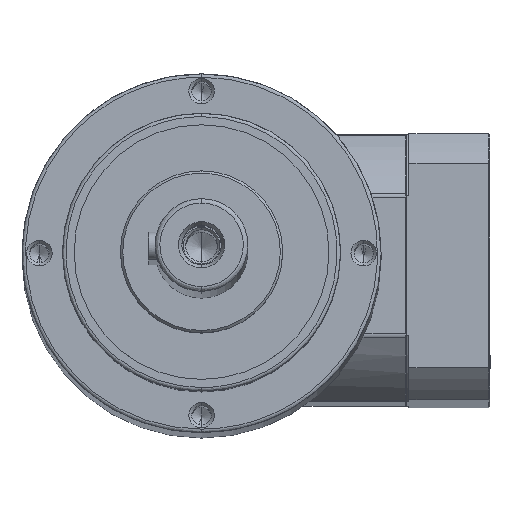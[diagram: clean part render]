
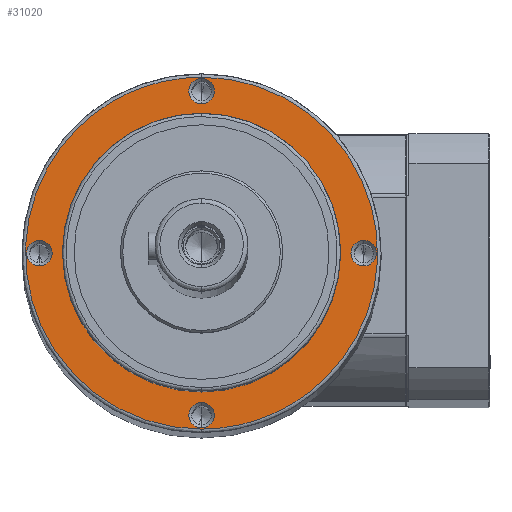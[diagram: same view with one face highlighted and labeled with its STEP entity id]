
A CAD part, left-side view. The second image highlights one B-rep face of the part: STEP entity #31020.
In plain terms, the highlighted face is planar.
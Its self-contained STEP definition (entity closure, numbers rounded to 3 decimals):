
#659 = DIRECTION ( 'NONE',  ( -1., 0., 0. ) ) ;
#746 = AXIS2_PLACEMENT_3D ( 'NONE', #18673, #18639, #18632 ) ;
#1168 = VERTEX_POINT ( 'NONE', #20720 ) ;
#1191 = CARTESIAN_POINT ( 'NONE',  ( -64.5, 0., 12. ) ) ;
#1247 =( BOUNDED_CURVE ( )  B_SPLINE_CURVE ( 3, ( #36010, #13974, #4192, #26722 ),
 .UNSPECIFIED., .F., .F. ) 
 B_SPLINE_CURVE_WITH_KNOTS ( ( 4, 4 ),
 ( 0., 0.5 ),
 .UNSPECIFIED. ) 
 CURVE ( )  GEOMETRIC_REPRESENTATION_ITEM ( )  RATIONAL_B_SPLINE_CURVE ( ( 1., 0.333, 0.333, 1. ) ) 
 REPRESENTATION_ITEM ( '' )  );
#1587 = EDGE_LOOP ( 'NONE', ( #25624, #13272 ) ) ;
#1752 = AXIS2_PLACEMENT_3D ( 'NONE', #23152, #23142, #23098 ) ;
#1932 = CIRCLE ( 'NONE', #10677, 5.5 ) ;
#2367 = DIRECTION ( 'NONE',  ( -1., 0., 0. ) ) ;
#2993 = DIRECTION ( 'NONE',  ( -1., 0., 0. ) ) ;
#3373 = AXIS2_PLACEMENT_3D ( 'NONE', #14869, #36874, #18069 ) ;
#3691 = CARTESIAN_POINT ( 'NONE',  ( -5.5, -70., 12. ) ) ;
#4192 = CARTESIAN_POINT ( 'NONE',  ( 76., -152., 12. ) ) ;
#4611 = CARTESIAN_POINT ( 'NONE',  ( 0., 0., 12. ) ) ;
#5543 = EDGE_CURVE ( 'NONE', #7832, #7325, #40298, .T. ) ;
#5665 = DIRECTION ( 'NONE',  ( -1., 0., 0. ) ) ;
#5718 = DIRECTION ( 'NONE',  ( 0., 0., -1. ) ) ;
#5724 = CARTESIAN_POINT ( 'NONE',  ( 70., 0., 12. ) ) ;
#5796 = EDGE_CURVE ( 'NONE', #1168, #15272, #22344, .T. ) ;
#6051 = EDGE_CURVE ( 'NONE', #9048, #19405, #1932, .T. ) ;
#6372 = EDGE_CURVE ( 'NONE', #29007, #33678, #16225, .T. ) ;
#6555 = VERTEX_POINT ( 'NONE', #8409 ) ;
#6560 = AXIS2_PLACEMENT_3D ( 'NONE', #40472, #21857, #2367 ) ;
#6604 = EDGE_CURVE ( 'NONE', #6555, #30529, #8539, .T. ) ;
#7117 = CIRCLE ( 'NONE', #10461, 5.5 ) ;
#7325 = VERTEX_POINT ( 'NONE', #18435 ) ;
#7544 = AXIS2_PLACEMENT_3D ( 'NONE', #27219, #8016, #30405 ) ;
#7629 = EDGE_CURVE ( 'NONE', #29410, #33910, #33154, .T. ) ;
#7747 = EDGE_LOOP ( 'NONE', ( #31425, #15428 ) ) ;
#7762 = ORIENTED_EDGE ( 'NONE', *, *, #15155, .F. ) ;
#7810 = FACE_BOUND ( 'NONE', #32195, .T. ) ;
#7832 = VERTEX_POINT ( 'NONE', #38646 ) ;
#7912 = DIRECTION ( 'NONE',  ( 1., 0., 0. ) ) ;
#8016 = DIRECTION ( 'NONE',  ( 0., 0., -1. ) ) ;
#8409 = CARTESIAN_POINT ( 'NONE',  ( 64.5, 0., 12. ) ) ;
#8539 = CIRCLE ( 'NONE', #10430, 5.5 ) ;
#8828 = FACE_BOUND ( 'NONE', #24436, .T. ) ;
#9048 = VERTEX_POINT ( 'NONE', #36024 ) ;
#9763 = CIRCLE ( 'NONE', #7544, 60. ) ;
#10430 = AXIS2_PLACEMENT_3D ( 'NONE', #5724, #5718, #5665 ) ;
#10461 = AXIS2_PLACEMENT_3D ( 'NONE', #41092, #22457, #2993 ) ;
#10600 = DIRECTION ( 'NONE',  ( -1., 0., 0. ) ) ;
#10635 = DIRECTION ( 'NONE',  ( 0., 0., -1. ) ) ;
#10677 = AXIS2_PLACEMENT_3D ( 'NONE', #15040, #14998, #14992 ) ;
#10728 = CARTESIAN_POINT ( 'NONE',  ( 0., -70., 12. ) ) ;
#11102 = PLANE ( 'NONE',  #17336 ) ;
#11561 = CARTESIAN_POINT ( 'NONE',  ( 75.5, 0., 12. ) ) ;
#13272 = ORIENTED_EDGE ( 'NONE', *, *, #31666, .F. ) ;
#13974 = CARTESIAN_POINT ( 'NONE',  ( -76., -152., 12. ) ) ;
#14869 = CARTESIAN_POINT ( 'NONE',  ( 70., 0., 12. ) ) ;
#14901 = AXIS2_PLACEMENT_3D ( 'NONE', #38896, #20198, #659 ) ;
#14992 = DIRECTION ( 'NONE',  ( -1., 0., 0. ) ) ;
#14998 = DIRECTION ( 'NONE',  ( 0., 0., -1. ) ) ;
#15040 = CARTESIAN_POINT ( 'NONE',  ( -70., 0., 12. ) ) ;
#15155 = EDGE_CURVE ( 'NONE', #33910, #29410, #1247, .T. ) ;
#15272 = VERTEX_POINT ( 'NONE', #36553 ) ;
#15428 = ORIENTED_EDGE ( 'NONE', *, *, #30332, .F. ) ;
#16225 = CIRCLE ( 'NONE', #39512, 5.5 ) ;
#16494 = FACE_BOUND ( 'NONE', #25244, .T. ) ;
#17336 = AXIS2_PLACEMENT_3D ( 'NONE', #4611, #27122, #7912 ) ;
#18069 = DIRECTION ( 'NONE',  ( -1., 0., 0. ) ) ;
#18435 = CARTESIAN_POINT ( 'NONE',  ( -60., 0., 12. ) ) ;
#18632 = DIRECTION ( 'NONE',  ( -1., 0., 0. ) ) ;
#18639 = DIRECTION ( 'NONE',  ( 0., 0., -1. ) ) ;
#18673 = CARTESIAN_POINT ( 'NONE',  ( 0., 70., 12. ) ) ;
#18695 = ORIENTED_EDGE ( 'NONE', *, *, #6372, .F. ) ;
#19405 = VERTEX_POINT ( 'NONE', #1191 ) ;
#20198 = DIRECTION ( 'NONE',  ( 0., 0., -1. ) ) ;
#20720 = CARTESIAN_POINT ( 'NONE',  ( -5.5, 70., 12. ) ) ;
#21857 = DIRECTION ( 'NONE',  ( 0., 0., -1. ) ) ;
#22344 = CIRCLE ( 'NONE', #746, 5.5 ) ;
#22457 = DIRECTION ( 'NONE',  ( 0., 0., -1. ) ) ;
#23098 = DIRECTION ( 'NONE',  ( 1., 0., 0. ) ) ;
#23142 = DIRECTION ( 'NONE',  ( 0., 0., -1. ) ) ;
#23152 = CARTESIAN_POINT ( 'NONE',  ( 0., 0., 12. ) ) ;
#23442 = CIRCLE ( 'NONE', #6560, 5.5 ) ;
#24083 = CARTESIAN_POINT ( 'NONE',  ( 5.5, -70., 12. ) ) ;
#24436 = EDGE_LOOP ( 'NONE', ( #18695, #31811 ) ) ;
#25244 = EDGE_LOOP ( 'NONE', ( #30496, #30741 ) ) ;
#25469 = EDGE_CURVE ( 'NONE', #30529, #6555, #25704, .T. ) ;
#25624 = ORIENTED_EDGE ( 'NONE', *, *, #5543, .F. ) ;
#25704 = CIRCLE ( 'NONE', #3373, 5.5 ) ;
#26050 = ORIENTED_EDGE ( 'NONE', *, *, #7629, .F. ) ;
#26722 = CARTESIAN_POINT ( 'NONE',  ( 76., 0., 12. ) ) ;
#26993 = CIRCLE ( 'NONE', #14901, 5.5 ) ;
#27122 = DIRECTION ( 'NONE',  ( 0., 0., 1. ) ) ;
#27219 = CARTESIAN_POINT ( 'NONE',  ( 0., 0., 12. ) ) ;
#28020 = CARTESIAN_POINT ( 'NONE',  ( 76., 0., 12. ) ) ;
#28140 = EDGE_CURVE ( 'NONE', #33678, #29007, #23442, .T. ) ;
#28912 = EDGE_CURVE ( 'NONE', #19405, #9048, #7117, .T. ) ;
#29007 = VERTEX_POINT ( 'NONE', #3691 ) ;
#29307 = ORIENTED_EDGE ( 'NONE', *, *, #28912, .F. ) ;
#29410 = VERTEX_POINT ( 'NONE', #28020 ) ;
#29634 = CARTESIAN_POINT ( 'NONE',  ( -76., 152., 12. ) ) ;
#29912 = CARTESIAN_POINT ( 'NONE',  ( 76., 152., 12. ) ) ;
#30332 = EDGE_CURVE ( 'NONE', #15272, #1168, #26993, .T. ) ;
#30405 = DIRECTION ( 'NONE',  ( 1., 0., 0. ) ) ;
#30496 = ORIENTED_EDGE ( 'NONE', *, *, #6604, .F. ) ;
#30529 = VERTEX_POINT ( 'NONE', #11561 ) ;
#30714 = CARTESIAN_POINT ( 'NONE',  ( -76., 0., 12. ) ) ;
#30741 = ORIENTED_EDGE ( 'NONE', *, *, #25469, .F. ) ;
#31020 = ADVANCED_FACE ( 'NONE', ( #33249, #16494, #8828, #7810, #40471, #32299 ), #11102, .F. ) ;
#31425 = ORIENTED_EDGE ( 'NONE', *, *, #5796, .F. ) ;
#31666 = EDGE_CURVE ( 'NONE', #7325, #7832, #9763, .T. ) ;
#31811 = ORIENTED_EDGE ( 'NONE', *, *, #28140, .F. ) ;
#32195 = EDGE_LOOP ( 'NONE', ( #36949, #29307 ) ) ;
#32299 = FACE_BOUND ( 'NONE', #1587, .T. ) ;
#33154 =( BOUNDED_CURVE ( )  B_SPLINE_CURVE ( 3, ( #39638, #29912, #29634, #30714 ),
 .UNSPECIFIED., .F., .F. ) 
 B_SPLINE_CURVE_WITH_KNOTS ( ( 4, 4 ),
 ( 0.5, 1. ),
 .UNSPECIFIED. ) 
 CURVE ( )  GEOMETRIC_REPRESENTATION_ITEM ( )  RATIONAL_B_SPLINE_CURVE ( ( 1., 0.333, 0.333, 1. ) ) 
 REPRESENTATION_ITEM ( '' )  );
#33249 = FACE_OUTER_BOUND ( 'NONE', #39458, .T. ) ;
#33678 = VERTEX_POINT ( 'NONE', #24083 ) ;
#33910 = VERTEX_POINT ( 'NONE', #37793 ) ;
#36010 = CARTESIAN_POINT ( 'NONE',  ( -76., 0., 12. ) ) ;
#36024 = CARTESIAN_POINT ( 'NONE',  ( -75.5, 0., 12. ) ) ;
#36553 = CARTESIAN_POINT ( 'NONE',  ( 5.5, 70., 12. ) ) ;
#36874 = DIRECTION ( 'NONE',  ( 0., 0., -1. ) ) ;
#36949 = ORIENTED_EDGE ( 'NONE', *, *, #6051, .F. ) ;
#37793 = CARTESIAN_POINT ( 'NONE',  ( -76., 0., 12. ) ) ;
#38646 = CARTESIAN_POINT ( 'NONE',  ( 60., 0., 12. ) ) ;
#38896 = CARTESIAN_POINT ( 'NONE',  ( 0., 70., 12. ) ) ;
#39458 = EDGE_LOOP ( 'NONE', ( #26050, #7762 ) ) ;
#39512 = AXIS2_PLACEMENT_3D ( 'NONE', #10728, #10635, #10600 ) ;
#39638 = CARTESIAN_POINT ( 'NONE',  ( 76., 0., 12. ) ) ;
#40298 = CIRCLE ( 'NONE', #1752, 60. ) ;
#40471 = FACE_BOUND ( 'NONE', #7747, .T. ) ;
#40472 = CARTESIAN_POINT ( 'NONE',  ( 0., -70., 12. ) ) ;
#41092 = CARTESIAN_POINT ( 'NONE',  ( -70., 0., 12. ) ) ;
